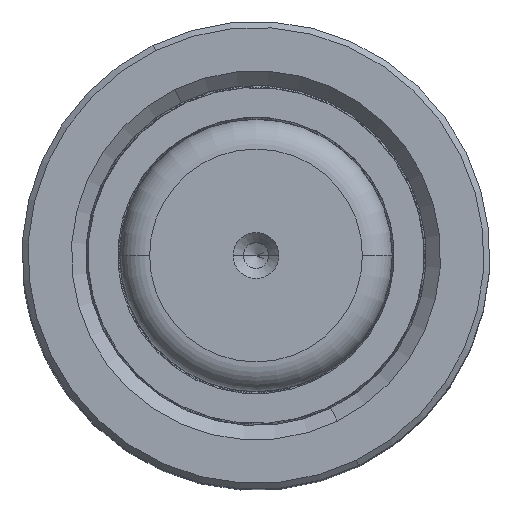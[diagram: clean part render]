
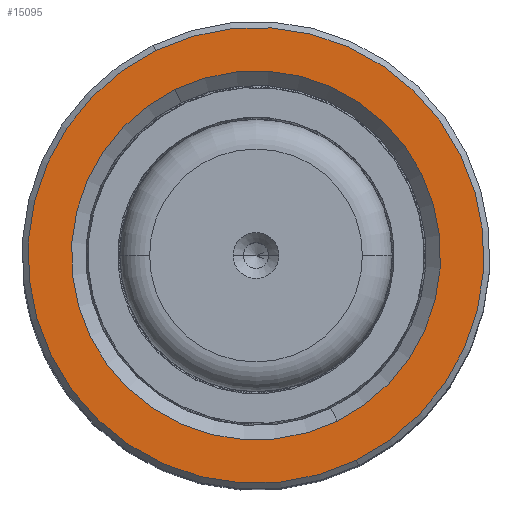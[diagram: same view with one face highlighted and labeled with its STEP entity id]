
A CAD part, top view. The second image highlights one B-rep face of the part: STEP entity #15095.
In plain terms, the highlighted planar face has unit normal (0, 0, 1).
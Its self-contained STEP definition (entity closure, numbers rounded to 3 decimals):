
#613 = EDGE_CURVE ( 'NONE', #42284, #37128, #27690, .T. ) ;
#2485 = FACE_OUTER_BOUND ( 'NONE', #18874, .T. ) ;
#2518 = CARTESIAN_POINT ( 'NONE',  ( 0., 0., 80. ) ) ;
#4206 = CARTESIAN_POINT ( 'NONE',  ( 0., 0., 80. ) ) ;
#5937 = VERTEX_POINT ( 'NONE', #41582 ) ;
#7426 = CIRCLE ( 'NONE', #24685, 21.7 ) ;
#8239 = CARTESIAN_POINT ( 'NONE',  ( 0., 0., 80. ) ) ;
#8349 = CARTESIAN_POINT ( 'NONE',  ( -21.7, 0., 80. ) ) ;
#8616 = DIRECTION ( 'NONE',  ( 1., 0., 0. ) ) ;
#10258 = FACE_BOUND ( 'NONE', #49797, .T. ) ;
#12689 = ORIENTED_EDGE ( 'NONE', *, *, #613, .T. ) ;
#12789 = AXIS2_PLACEMENT_3D ( 'NONE', #22023, #26576, #39769 ) ;
#12909 = DIRECTION ( 'NONE',  ( 1., 0., 0. ) ) ;
#12967 = DIRECTION ( 'NONE',  ( 0., 0., 1. ) ) ;
#15095 = ADVANCED_FACE ( 'NONE', ( #2485, #10258 ), #52995, .T. ) ;
#16086 = EDGE_CURVE ( 'NONE', #5937, #18216, #7426, .T. ) ;
#16171 = DIRECTION ( 'NONE',  ( 1., 0., 0. ) ) ;
#18216 = VERTEX_POINT ( 'NONE', #8349 ) ;
#18874 = EDGE_LOOP ( 'NONE', ( #12689, #27407 ) ) ;
#22023 = CARTESIAN_POINT ( 'NONE',  ( 0., 0., 80. ) ) ;
#23436 = CARTESIAN_POINT ( 'NONE',  ( -26.8, 0., 80. ) ) ;
#24685 = AXIS2_PLACEMENT_3D ( 'NONE', #4206, #39923, #12909 ) ;
#26576 = DIRECTION ( 'NONE',  ( 0., 0., 1. ) ) ;
#27369 = CIRCLE ( 'NONE', #28189, 26.8 ) ;
#27407 = ORIENTED_EDGE ( 'NONE', *, *, #42666, .T. ) ;
#27690 = CIRCLE ( 'NONE', #12789, 26.8 ) ;
#28189 = AXIS2_PLACEMENT_3D ( 'NONE', #52904, #35154, #39673 ) ;
#34924 = ORIENTED_EDGE ( 'NONE', *, *, #16086, .T. ) ;
#35154 = DIRECTION ( 'NONE',  ( 0., 0., 1. ) ) ;
#36461 = EDGE_CURVE ( 'NONE', #18216, #5937, #47992, .T. ) ;
#37128 = VERTEX_POINT ( 'NONE', #55291 ) ;
#39673 = DIRECTION ( 'NONE',  ( 1., 0., 0. ) ) ;
#39769 = DIRECTION ( 'NONE',  ( 1., 0., 0. ) ) ;
#39923 = DIRECTION ( 'NONE',  ( 0., 0., -1. ) ) ;
#41582 = CARTESIAN_POINT ( 'NONE',  ( 21.7, 0., 80. ) ) ;
#42112 = ORIENTED_EDGE ( 'NONE', *, *, #36461, .T. ) ;
#42284 = VERTEX_POINT ( 'NONE', #23436 ) ;
#42666 = EDGE_CURVE ( 'NONE', #37128, #42284, #27369, .T. ) ;
#42761 = DIRECTION ( 'NONE',  ( 0., 0., -1. ) ) ;
#46204 = AXIS2_PLACEMENT_3D ( 'NONE', #8239, #12967, #8616 ) ;
#47992 = CIRCLE ( 'NONE', #51481, 21.7 ) ;
#49797 = EDGE_LOOP ( 'NONE', ( #34924, #42112 ) ) ;
#51481 = AXIS2_PLACEMENT_3D ( 'NONE', #2518, #42761, #16171 ) ;
#52904 = CARTESIAN_POINT ( 'NONE',  ( 0., 0., 80. ) ) ;
#52995 = PLANE ( 'NONE',  #46204 ) ;
#55291 = CARTESIAN_POINT ( 'NONE',  ( 26.8, 0., 80. ) ) ;
